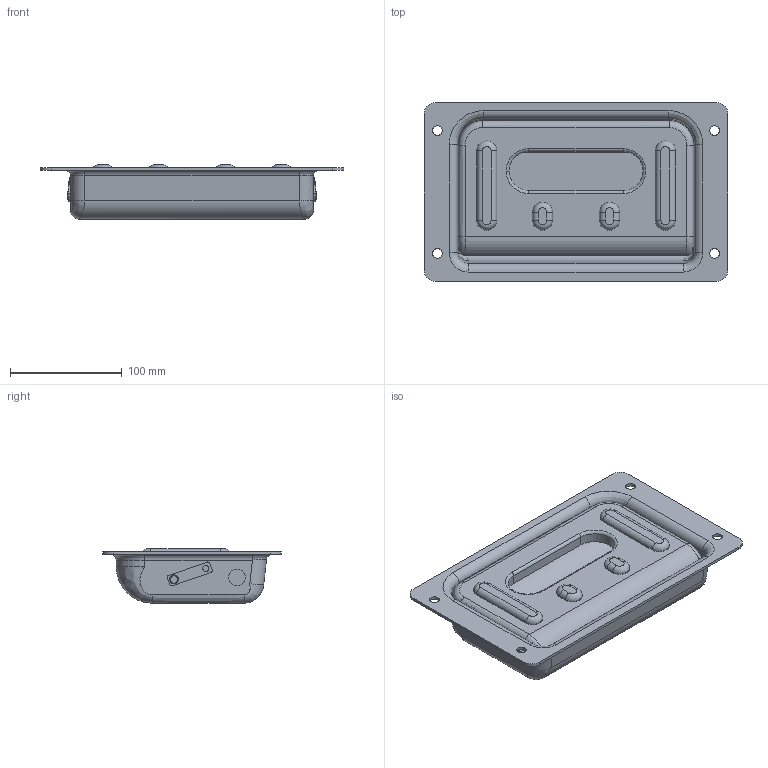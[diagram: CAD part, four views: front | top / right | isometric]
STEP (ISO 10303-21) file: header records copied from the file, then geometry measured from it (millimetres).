
FILE_DESCRIPTION (( 'STEP AP203' ), '1' );
FILE_NAME ('K-1855-1.STEP', '2020-03-04T08:25:51', ( '' ), ( '' ), 'SwSTEP 2.0', 'SolidWorks 2018', '' );
FILE_SCHEMA (( 'CONFIG_CONTROL_DESIGN' ));
Length unit declared in the file: millimetre
Products named in the file (4): K-1855-1; K-1855-1ステップ_; K-1855-1僇僔儊僺儞_; K-1855-1ケース_
Assembly tree (4 placements, depth 2):
  K-1855-1
    K-1855-1ケース_
    K-1855-1ステップ_
    K-1855-1僇僔儊僺儞_  x2
Bounding box: 272 x 160 x 48.5 mm (x, y, z)
Volume: 241361.8 mm3; surface area: 194070.3 mm2
Topology: 4 solids, 4 shells, 261 faces, 632 edges, 402 vertices
Faces by surface type: cylinder 118, plane 85, bspline 35, torus 23
Entity records: 13831 total; most frequent: CARTESIAN_POINT 7550, ORIENTED_EDGE 1228, DIRECTION 1213, EDGE_CURVE 614, AXIS2_PLACEMENT_3D 472, VERTEX_POINT 390, EDGE_LOOP 294, VECTOR 269
